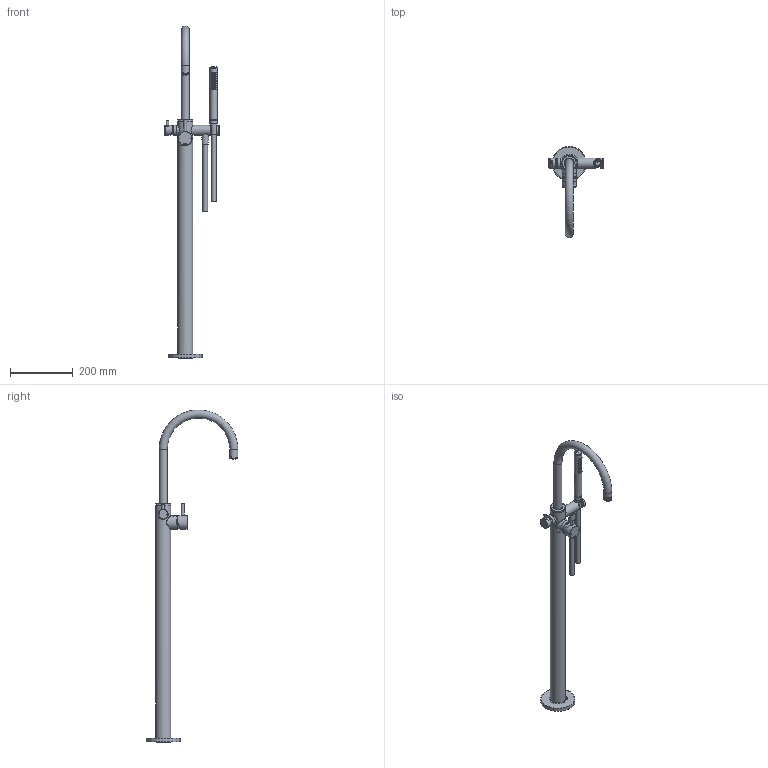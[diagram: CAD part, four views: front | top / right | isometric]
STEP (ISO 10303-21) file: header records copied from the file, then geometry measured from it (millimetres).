
FILE_DESCRIPTION(/* description */ ('Unknown'),/* implementation_level */ '2;1');
FILE_NAME(/* name */ 'CB187-00',/* time_stamp */ '2025-02-27T12:15:56+01:00',/* author */ ('Unknown'),/* organization */ ('Unknown'),/* preprocessor_version */ 'ST-DEVELOPER v19.4',/* originating_system */ 'Solid Edge',/* authorisation */ 'Unknown');
FILE_SCHEMA (('AUTOMOTIVE_DESIGN {1 0 10303 214 3 1 1}'));
Length unit declared in the file: millimetre
Products named in the file (32): CB187EXT-00; B002-03; CB077-18; CB177-004_oa_0; CB177-20; CB177-16; CB177-007_oa_1; CB177-04; CB177-02; CB177-03; B077-18; B077-004; B077-24; B077-33; B077-001_oa_2; B077-27; B077-28; CB077-001_oa_3; B077-20; B077-45; CB177-001_oa_4; L044-24; CB177-06; M354-00_oa_5; M354-001_oa_6; C101014_02100ZZ; A089014_00101ZZ; A064038_12900ZZ; M015-001; M017-00; CB177-003_oa_7; CB177-11
Assembly tree (31 placements, depth 4):
  CB187EXT-00
    B002-03
    CB077-18
    CB177-004_oa_0
      CB177-20
      CB177-16
    CB177-007_oa_1
      CB177-04
      CB177-02
      CB177-03
      B077-18
    B077-004
      B077-24
      B077-33
    B077-001_oa_2
      B077-27
    B077-28
    CB077-001_oa_3
      B077-20
      B077-45
    CB177-001_oa_4
      L044-24
      CB177-06
    M354-00_oa_5
      M354-001_oa_6
        C101014_02100ZZ
        A089014_00101ZZ
        A064038_12900ZZ
    M015-001
    M017-00
    CB177-003_oa_7
      CB177-11
Bounding box: 172.3 x 292.48 x 1058.85 mm (x, y, z)
Volume: 631476.3 mm3; surface area: 442198.3 mm2
Topology: 23 solids, 23 shells, 1288 faces, 3339 edges, 2165 vertices
Faces by surface type: plane 418, cylinder 337, bspline 281, torus 137, cone 104, sphere 11
Full cylindrical faces by diameter (mm): 3.2 x41, 3.3 x1, 4 x2, 4.2 x2, 5 x1, 6 x1, 6.2 x1, 7 x1, 7.153 x1, 8 x2, 8.1 x1, 9 x2, 9.2 x1, 10 x1, 10.2 x1, 10.5 x1, 13 x1, 15 x4, 16 x1, 16.5 x2, 18 x1, 18.631 x4, 21.166 x1, 21.2 x1, 21.6 x3, 22 x2, 22.2 x1, 23 x6, 23.472 x2, 23.5 x1
Entity records: 53846 total; most frequent: CARTESIAN_POINT 23010, ORIENTED_EDGE 5596, DIRECTION 4990, EDGE_CURVE 2798, AXIS2_PLACEMENT_3D 1984, VERTEX_POINT 1967, FACE_BOUND 1893, EDGE_LOOP 1888
